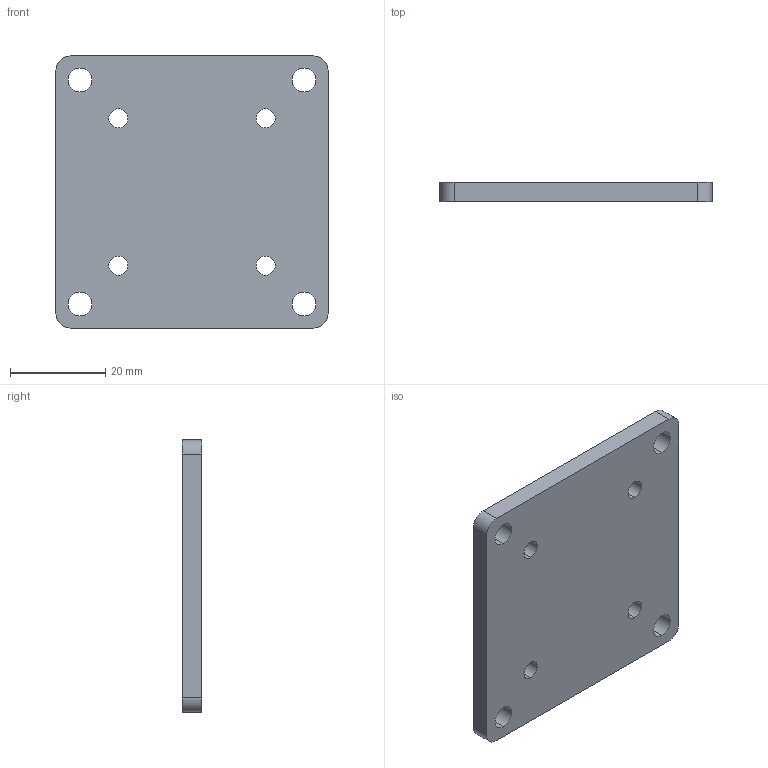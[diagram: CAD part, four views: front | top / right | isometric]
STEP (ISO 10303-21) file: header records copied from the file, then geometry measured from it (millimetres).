
FILE_DESCRIPTION (( 'STEP AP214' ), '1' );
FILE_NAME ('X Axis Belt Clamp 3M HTD Belt Plate.STEP', '2020-02-12T12:29:14', ( '' ), ( '' ), 'SwSTEP 2.0', 'SolidWorks 2019', '' );
FILE_SCHEMA (( 'AUTOMOTIVE_DESIGN' ));
Length unit declared in the file: millimetre
Products named in the file (1): X Axis Belt Clamp 3M HTD Belt Plate
Bounding box: 57.25 x 4 x 57.25 mm (x, y, z)
Volume: 12101.8 mm3; surface area: 8023.4 mm2
Topology: 1 solids, 1 shells, 102 faces, 243 edges, 162 vertices
Faces by surface type: plane 82, cylinder 20
Entity records: 2993 total; most frequent: CARTESIAN_POINT 508, DIRECTION 489, ORIENTED_EDGE 486, EDGE_CURVE 243, LINE 203, VECTOR 203, VERTEX_POINT 162, AXIS2_PLACEMENT_3D 143
